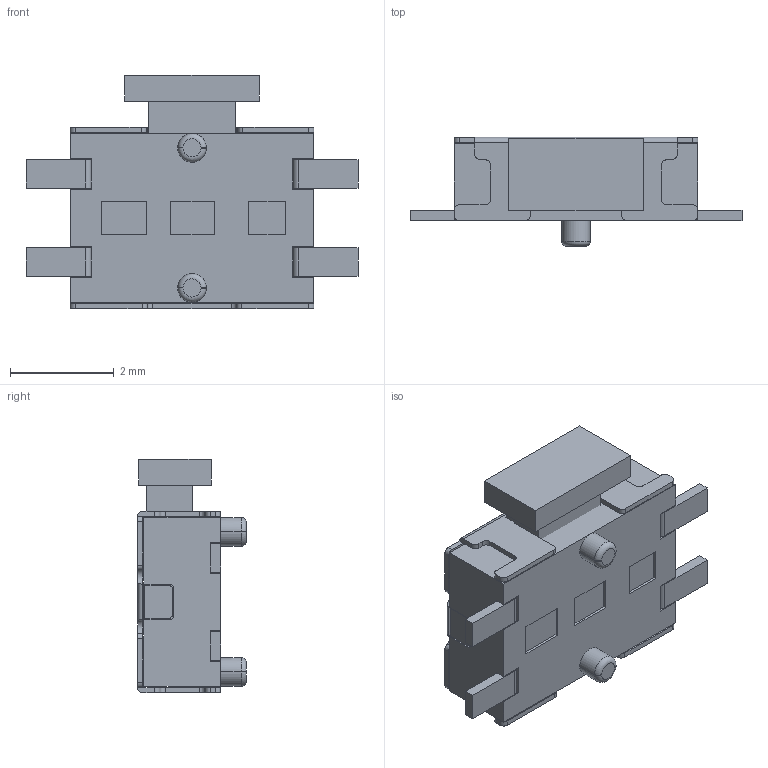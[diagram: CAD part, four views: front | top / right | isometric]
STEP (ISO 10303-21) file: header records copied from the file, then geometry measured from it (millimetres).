
FILE_DESCRIPTION(('STEP AP242'),'1');
FILE_NAME('ts-1186d-b-a.stp','2021-07-30T15:44:28',('TraceParts'),('TraceParts S.A.'),'Spatial InterOp 3D',' ',' ');
FILE_SCHEMA(('AP242_MANAGED_MODEL_BASED_3D_ENGINEERING_MIM_LF {1 0 10303 442 1 1 4}'));
Length unit declared in the file: millimetre
Products named in the file (1): ts-1186d-b-a_1
Bounding box: 6.4 x 2.1 x 4.5 mm (x, y, z)
Volume: 28.6 mm3; surface area: 131.9 mm2
Topology: 3 solids, 3 shells, 658 faces, 1852 edges, 1228 vertices
Faces by surface type: plane 580, cylinder 70, torus 8
Entity records: 20967 total; most frequent: CARTESIAN_POINT 3777, ORIENTED_EDGE 3704, DIRECTION 3326, EDGE_CURVE 1852, LINE 1692, VECTOR 1692, VERTEX_POINT 1228, AXIS2_PLACEMENT_3D 817
